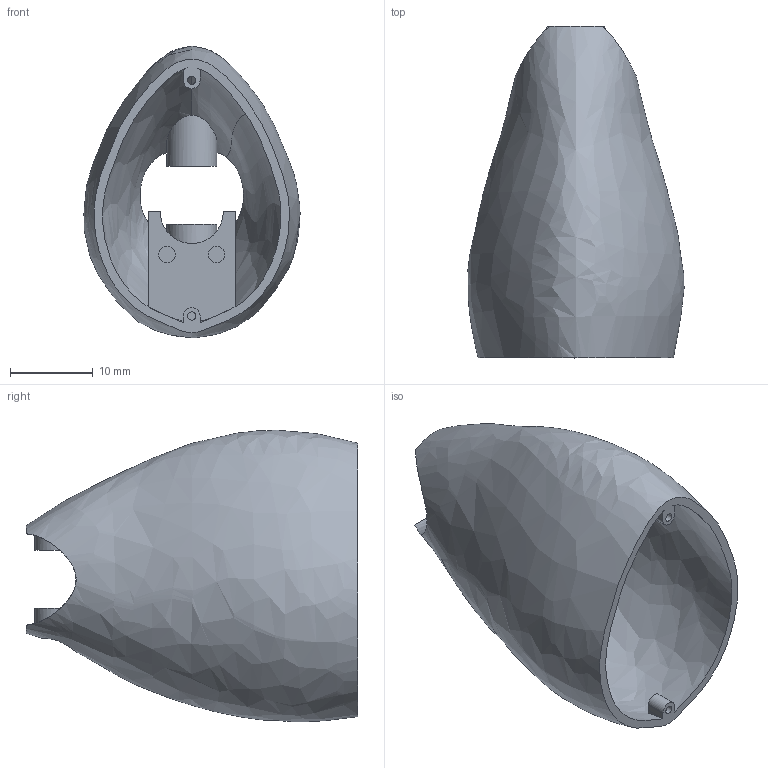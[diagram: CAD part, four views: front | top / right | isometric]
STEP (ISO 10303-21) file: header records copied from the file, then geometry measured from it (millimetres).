
FILE_DESCRIPTION(/* description */ (''),/* implementation_level */ '2;1');
FILE_NAME(/* name */ 'Shell _2.step',/* time_stamp */ '2025-08-14T15:07:18+01:00',/* author */ (''),/* organization */ (''),/* preprocessor_version */ 'ST-DEVELOPER v20.1',/* originating_system */ 'Autodesk Translation Framework v14.10.0.0',/* authorisation */ '');
FILE_SCHEMA (('AUTOMOTIVE_DESIGN { 1 0 10303 214 3 1 1 }'));
Length unit declared in the file: millimetre
Products named in the file (1): Shell _2
Bounding box: 26.06 x 40 x 35.17 mm (x, y, z)
Volume: 3925.1 mm3; surface area: 6685.4 mm2
Topology: 1 solids, 1 shells, 44 faces, 110 edges, 72 vertices
Faces by surface type: plane 25, cylinder 11, bspline 8
Full cylindrical faces by diameter (mm): 1 x2, 2 x2, 4 x2, 6 x2
Entity records: 8820 total; most frequent: CARTESIAN_POINT 7812, ORIENTED_EDGE 220, DIRECTION 160, EDGE_CURVE 110, VERTEX_POINT 72, EDGE_LOOP 56, AXIS2_PLACEMENT_3D 56, LINE 48
